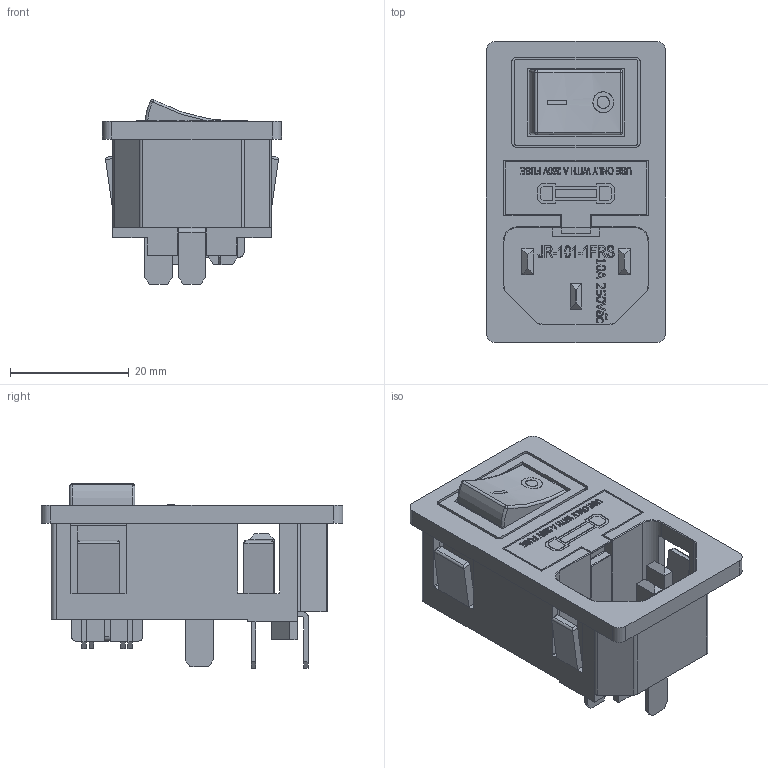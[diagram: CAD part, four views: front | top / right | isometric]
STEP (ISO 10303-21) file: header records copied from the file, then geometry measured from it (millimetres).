
FILE_DESCRIPTION((''),'2;1');
FILE_NAME('AEL-JR-101-1FRS.stp','2014-08-28T14:08:47',('INSTI-CAD1'),(''),'Autodesk Inventor 2009','Autodesk Inventor 2009','');
FILE_SCHEMA(('AUTOMOTIVE_DESIGN { 1 0 10303 214 1 1 1 1 }'));
Length unit declared in the file: inch
Products named in the file (1): IEC Inlet_Fused
Bounding box: 30.16 x 50.8 x 31.15 mm (x, y, z)
Volume: 15995.7 mm3; surface area: 13646.8 mm2
Topology: 1 solids, 1 shells, 933 faces, 2526 edges, 1660 vertices
Faces by surface type: plane 594, bspline 243, cylinder 82, torus 10, sphere 4
Entity records: 32058 total; most frequent: CARTESIAN_POINT 9877, ORIENTED_EDGE 5044, DIRECTION 3630, EDGE_CURVE 2522, VECTOR 1904, LINE 1904, VERTEX_POINT 1660, EDGE_LOOP 1010
